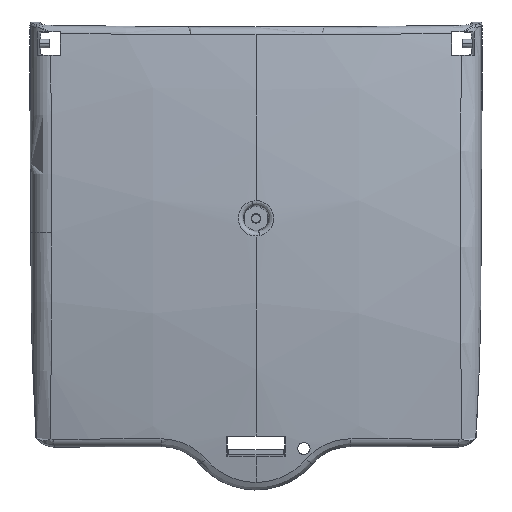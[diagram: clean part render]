
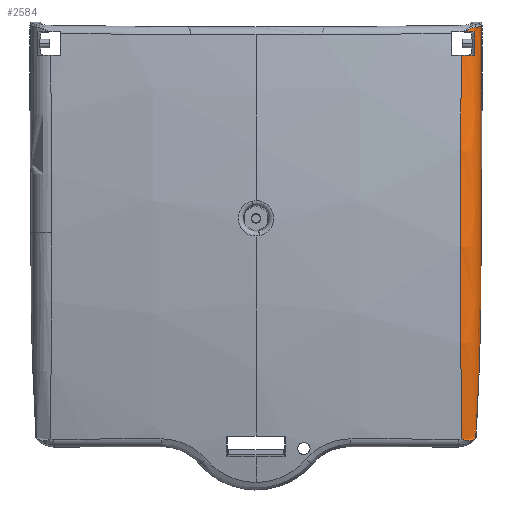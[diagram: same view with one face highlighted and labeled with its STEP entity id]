
A CAD part, top view. The second image highlights one B-rep face of the part: STEP entity #2584.
In plain terms, the highlighted toroidal (fillet/blend) face has major radius 252.374 mm and minor radius 5 mm.
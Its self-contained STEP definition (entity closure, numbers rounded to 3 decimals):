
#115 = B_SPLINE_CURVE_WITH_KNOTS ( 'NONE', 3,
 ( #3983, #5472, #5440, #5994 ),
 .UNSPECIFIED., .F., .F.,
 ( 4, 4 ),
 ( 0., 0.005 ),
 .UNSPECIFIED. ) ;
#122 = CARTESIAN_POINT ( 'NONE',  ( 42.96, -43.068, 12.04 ) ) ;
#299 = CARTESIAN_POINT ( 'NONE',  ( 43.325, 36.983, 12.933 ) ) ;
#408 = CARTESIAN_POINT ( 'NONE',  ( 43.485, 41.987, 12.085 ) ) ;
#651 = DIRECTION ( 'NONE',  ( -1., 0., -0.026 ) ) ;
#663 = VERTEX_POINT ( 'NONE', #3994 ) ;
#689 = CARTESIAN_POINT ( 'NONE',  ( 46.898, 43.04, 8.279 ) ) ;
#772 = CARTESIAN_POINT ( 'NONE',  ( 46.92, -16.565, 10.725 ) ) ;
#802 = CARTESIAN_POINT ( 'NONE',  ( 42.828, -43.009, 12.073 ) ) ;
#846 = ORIENTED_EDGE ( 'NONE', *, *, #5871, .F. ) ;
#850 = CARTESIAN_POINT ( 'NONE',  ( 47.013, 43.108, 7.182 ) ) ;
#905 = CARTESIAN_POINT ( 'NONE',  ( 45.565, 42.864, 10.67 ) ) ;
#916 = CARTESIAN_POINT ( 'NONE',  ( 43.485, 41.987, 12.085 ) ) ;
#968 = ORIENTED_EDGE ( 'NONE', *, *, #4993, .F. ) ;
#1145 = CARTESIAN_POINT ( 'NONE',  ( 49.468, 0., -241.505 ) ) ;
#1183 = CARTESIAN_POINT ( 'NONE',  ( 46.998, 43.074, 7.739 ) ) ;
#1212 = CIRCLE ( 'NONE', #6026, 252.374 ) ;
#1333 = CARTESIAN_POINT ( 'NONE',  ( 45.187, 42.753, 11.037 ) ) ;
#1364 = CARTESIAN_POINT ( 'NONE',  ( 46.737, -23.743, 11.123 ) ) ;
#1410 = CARTESIAN_POINT ( 'NONE',  ( 45.912, 42.916, 10.258 ) ) ;
#1417 = B_SPLINE_CURVE_WITH_KNOTS ( 'NONE', 3,
 ( #3297, #299, #3369, #5355, #1789, #3823, #6367, #1849 ),
 .UNSPECIFIED., .F., .F.,
 ( 4, 2, 2, 4 ),
 ( 0., 0.002, 0.002, 0.003 ),
 .UNSPECIFIED. ) ;
#1464 = B_SPLINE_CURVE_WITH_KNOTS ( 'NONE', 3,
 ( #5264, #6310, #2283, #1824, #1364, #3902, #772, #4843 ),
 .UNSPECIFIED., .F., .F.,
 ( 4, 2, 2, 4 ),
 ( 0., 0.014, 0.022, 0.029 ),
 .UNSPECIFIED. ) ;
#1502 = DIRECTION ( 'NONE',  ( 1., 0., 0.026 ) ) ;
#1639 = CARTESIAN_POINT ( 'NONE',  ( 43.369, -43.211, 11.918 ) ) ;
#1789 = CARTESIAN_POINT ( 'NONE',  ( 44.742, 37.007, 12.256 ) ) ;
#1801 = CARTESIAN_POINT ( 'NONE',  ( 45.912, 42.916, 10.258 ) ) ;
#1824 = CARTESIAN_POINT ( 'NONE',  ( 46.643, -26.139, 11.175 ) ) ;
#1830 = CARTESIAN_POINT ( 'NONE',  ( 43.94, 42.219, 11.904 ) ) ;
#1835 = CARTESIAN_POINT ( 'NONE',  ( 44.962, -43.298, 11.126 ) ) ;
#1849 = CARTESIAN_POINT ( 'NONE',  ( 45.543, 37.031, 11.58 ) ) ;
#1969 = VERTEX_POINT ( 'NONE', #850 ) ;
#2013 = B_SPLINE_CURVE_WITH_KNOTS ( 'NONE', 3,
 ( #2626, #122, #6125, #1639, #4271, #6392, #2893, #3386, #4788, #4887, #1835, #2296, #2791, #4303 ),
 .UNSPECIFIED., .F., .F.,
 ( 4, 2, 2, 2, 2, 2, 4 ),
 ( 0., 0., 0.001, 0.001, 0.002, 0.003, 0.004 ),
 .UNSPECIFIED. ) ;
#2026 = CARTESIAN_POINT ( 'NONE',  ( 48.524, 0., -241.529 ) ) ;
#2111 = DIRECTION ( 'NONE',  ( 0.026, 0., -1. ) ) ;
#2135 = CARTESIAN_POINT ( 'NONE',  ( 46.255, 42.944, 9.819 ) ) ;
#2170 = CARTESIAN_POINT ( 'NONE',  ( 45.912, 42.916, 10.258 ) ) ;
#2248 = VERTEX_POINT ( 'NONE', #5724 ) ;
#2283 = CARTESIAN_POINT ( 'NONE',  ( 46.32, -33.313, 11.152 ) ) ;
#2296 = CARTESIAN_POINT ( 'NONE',  ( 45.415, -43.13, 10.775 ) ) ;
#2390 = EDGE_CURVE ( 'NONE', #4866, #3630, #5239, .T. ) ;
#2496 = ORIENTED_EDGE ( 'NONE', *, *, #3311, .F. ) ;
#2503 = TOROIDAL_SURFACE ( 'NONE', #3555, 252.374, 5. ) ;
#2526 = ORIENTED_EDGE ( 'NONE', *, *, #3795, .T. ) ;
#2542 = CARTESIAN_POINT ( 'NONE',  ( 53.522, 0., -241.398 ) ) ;
#2584 = ADVANCED_FACE ( 'NONE', ( #5526 ), #2503, .T. ) ;
#2626 = CARTESIAN_POINT ( 'NONE',  ( 42.828, -43.009, 12.073 ) ) ;
#2791 = CARTESIAN_POINT ( 'NONE',  ( 45.623, -43.007, 10.588 ) ) ;
#2855 = CARTESIAN_POINT ( 'NONE',  ( 45.744, 42.903, 10.472 ) ) ;
#2893 = CARTESIAN_POINT ( 'NONE',  ( 43.917, -43.329, 11.706 ) ) ;
#2967 = CARTESIAN_POINT ( 'NONE',  ( 45.518, 41.944, 10.859 ) ) ;
#3051 = VERTEX_POINT ( 'NONE', #4637 ) ;
#3080 = ORIENTED_EDGE ( 'NONE', *, *, #6145, .T. ) ;
#3122 = ORIENTED_EDGE ( 'NONE', *, *, #2390, .T. ) ;
#3132 = CARTESIAN_POINT ( 'NONE',  ( 46.526, 42.974, 9.325 ) ) ;
#3146 = AXIS2_PLACEMENT_3D ( 'NONE', #1145, #651, #5244 ) ;
#3297 = CARTESIAN_POINT ( 'NONE',  ( 42.803, 36.98, 13.021 ) ) ;
#3311 = EDGE_CURVE ( 'NONE', #3730, #663, #6169, .T. ) ;
#3369 = CARTESIAN_POINT ( 'NONE',  ( 43.819, 36.989, 12.766 ) ) ;
#3386 = CARTESIAN_POINT ( 'NONE',  ( 44.188, -43.354, 11.579 ) ) ;
#3555 = AXIS2_PLACEMENT_3D ( 'NONE', #2026, #1502, #5460 ) ;
#3630 = VERTEX_POINT ( 'NONE', #5687 ) ;
#3730 = VERTEX_POINT ( 'NONE', #802 ) ;
#3795 = EDGE_CURVE ( 'NONE', #3051, #2248, #1464, .T. ) ;
#3823 = CARTESIAN_POINT ( 'NONE',  ( 45.162, 37.018, 11.943 ) ) ;
#3902 = CARTESIAN_POINT ( 'NONE',  ( 46.875, -18.956, 10.897 ) ) ;
#3927 = EDGE_CURVE ( 'NONE', #1969, #2248, #1212, .T. ) ;
#3983 = CARTESIAN_POINT ( 'NONE',  ( 45.543, 37.031, 11.58 ) ) ;
#3994 = CARTESIAN_POINT ( 'NONE',  ( 42.803, 36.98, 13.021 ) ) ;
#4030 = DIRECTION ( 'NONE',  ( 1., 0., 0.026 ) ) ;
#4246 = EDGE_CURVE ( 'NONE', #3730, #3051, #2013, .T. ) ;
#4271 = CARTESIAN_POINT ( 'NONE',  ( 43.505, -43.248, 11.871 ) ) ;
#4303 = CARTESIAN_POINT ( 'NONE',  ( 45.799, -42.849, 10.406 ) ) ;
#4339 = CARTESIAN_POINT ( 'NONE',  ( 45.518, 41.944, 10.859 ) ) ;
#4637 = CARTESIAN_POINT ( 'NONE',  ( 45.799, -42.849, 10.406 ) ) ;
#4788 = CARTESIAN_POINT ( 'NONE',  ( 44.32, -43.358, 11.511 ) ) ;
#4843 = CARTESIAN_POINT ( 'NONE',  ( 46.926, -14.178, 10.491 ) ) ;
#4866 = VERTEX_POINT ( 'NONE', #1410 ) ;
#4887 = CARTESIAN_POINT ( 'NONE',  ( 44.711, -43.344, 11.292 ) ) ;
#4908 = EDGE_CURVE ( 'NONE', #6046, #3630, #6298, .T. ) ;
#4912 = CARTESIAN_POINT ( 'NONE',  ( 44.371, 42.428, 11.665 ) ) ;
#4993 = EDGE_CURVE ( 'NONE', #5141, #6046, #115, .T. ) ;
#5003 = ORIENTED_EDGE ( 'NONE', *, *, #3927, .F. ) ;
#5046 = ORIENTED_EDGE ( 'NONE', *, *, #4246, .T. ) ;
#5141 = VERTEX_POINT ( 'NONE', #5727 ) ;
#5239 = B_SPLINE_CURVE_WITH_KNOTS ( 'NONE', 3,
 ( #1801, #2855, #905, #1333, #5759, #4912, #1830, #408 ),
 .UNSPECIFIED., .F., .F.,
 ( 4, 2, 2, 4 ),
 ( 0., 0.001, 0.002, 0.003 ),
 .UNSPECIFIED. ) ;
#5244 = DIRECTION ( 'NONE',  ( -0.026, 0., 1. ) ) ;
#5250 = CARTESIAN_POINT ( 'NONE',  ( 47.013, 43.108, 7.182 ) ) ;
#5264 = CARTESIAN_POINT ( 'NONE',  ( 45.799, -42.849, 10.406 ) ) ;
#5351 = EDGE_LOOP ( 'NONE', ( #5046, #2526, #5003, #3080, #3122, #5825, #968, #846, #2496 ) ) ;
#5355 = CARTESIAN_POINT ( 'NONE',  ( 44.519, 37.002, 12.398 ) ) ;
#5375 = CARTESIAN_POINT ( 'NONE',  ( 45.232, 41.954, 11.143 ) ) ;
#5405 = CARTESIAN_POINT ( 'NONE',  ( 44.919, 41.963, 11.387 ) ) ;
#5440 = CARTESIAN_POINT ( 'NONE',  ( 45.527, 40.309, 11.114 ) ) ;
#5460 = DIRECTION ( 'NONE',  ( 0.026, 0., -1. ) ) ;
#5472 = CARTESIAN_POINT ( 'NONE',  ( 45.535, 38.671, 11.355 ) ) ;
#5526 = FACE_OUTER_BOUND ( 'NONE', #5351, .T. ) ;
#5687 = CARTESIAN_POINT ( 'NONE',  ( 43.485, 41.987, 12.085 ) ) ;
#5724 = CARTESIAN_POINT ( 'NONE',  ( 46.926, -14.178, 10.491 ) ) ;
#5727 = CARTESIAN_POINT ( 'NONE',  ( 45.543, 37.031, 11.58 ) ) ;
#5759 = CARTESIAN_POINT ( 'NONE',  ( 44.986, 42.679, 11.207 ) ) ;
#5791 = B_SPLINE_CURVE_WITH_KNOTS ( 'NONE', 3,
 ( #5250, #1183, #689, #3132, #2135, #2170 ),
 .UNSPECIFIED., .F., .F.,
 ( 4, 2, 4 ),
 ( 0., 0.002, 0.003 ),
 .UNSPECIFIED. ) ;
#5797 = CARTESIAN_POINT ( 'NONE',  ( 43.866, 41.983, 11.966 ) ) ;
#5825 = ORIENTED_EDGE ( 'NONE', *, *, #4908, .F. ) ;
#5871 = EDGE_CURVE ( 'NONE', #663, #5141, #1417, .T. ) ;
#5994 = CARTESIAN_POINT ( 'NONE',  ( 45.518, 41.944, 10.859 ) ) ;
#6026 = AXIS2_PLACEMENT_3D ( 'NONE', #2542, #4030, #2111 ) ;
#6046 = VERTEX_POINT ( 'NONE', #2967 ) ;
#6125 = CARTESIAN_POINT ( 'NONE',  ( 43.097, -43.121, 12.003 ) ) ;
#6145 = EDGE_CURVE ( 'NONE', #1969, #4866, #5791, .T. ) ;
#6169 = CIRCLE ( 'NONE', #3146, 257.284 ) ;
#6298 = B_SPLINE_CURVE_WITH_KNOTS ( 'NONE', 3,
 ( #4339, #5375, #5405, #6361, #5797, #916 ),
 .UNSPECIFIED., .F., .F.,
 ( 4, 2, 4 ),
 ( 0., 0.001, 0.002 ),
 .UNSPECIFIED. ) ;
#6310 = CARTESIAN_POINT ( 'NONE',  ( 46.048, -38.085, 10.898 ) ) ;
#6361 = CARTESIAN_POINT ( 'NONE',  ( 44.237, 41.977, 11.799 ) ) ;
#6367 = CARTESIAN_POINT ( 'NONE',  ( 45.359, 37.024, 11.77 ) ) ;
#6392 = CARTESIAN_POINT ( 'NONE',  ( 43.779, -43.307, 11.765 ) ) ;
